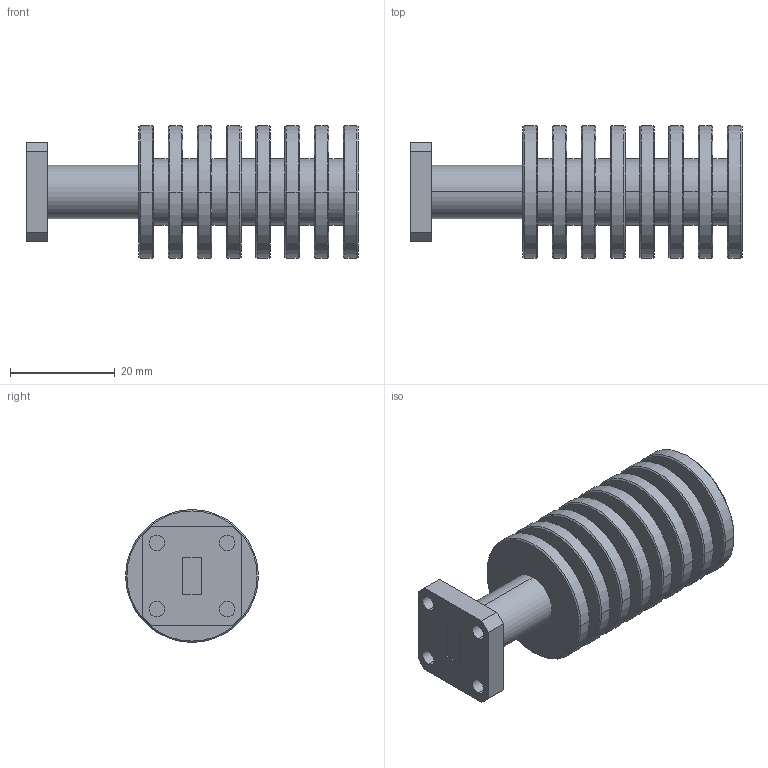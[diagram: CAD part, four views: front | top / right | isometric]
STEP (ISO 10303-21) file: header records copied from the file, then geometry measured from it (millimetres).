
FILE_DESCRIPTION (( 'STEP AP214' ), '1' );
FILE_NAME ('WL-AM defeatured.STEP', '2023-01-18T19:44:26', ( '' ), ( '' ), 'SwSTEP 2.0', 'SolidWorks 2021', '' );
FILE_SCHEMA (( 'AUTOMOTIVE_DESIGN' ));
Length unit declared in the file: inch
Products named in the file (1): WL-AM defeatured
Bounding box: 63.5 x 25.4 x 25.4 mm (x, y, z)
Volume: 16529.6 mm3; surface area: 10212.2 mm2
Topology: 1 solids, 1 shells, 175 faces, 382 edges, 229 vertices
Faces by surface type: cone 65, plane 58, cylinder 52
Entity records: 6927 total; most frequent: CARTESIAN_POINT 1141, DIRECTION 789, ORIENTED_EDGE 764, EDGE_CURVE 382, AXIS2_PLACEMENT_3D 327, VERTEX_POINT 229, EDGE_LOOP 203, ADVANCED_FACE 175
